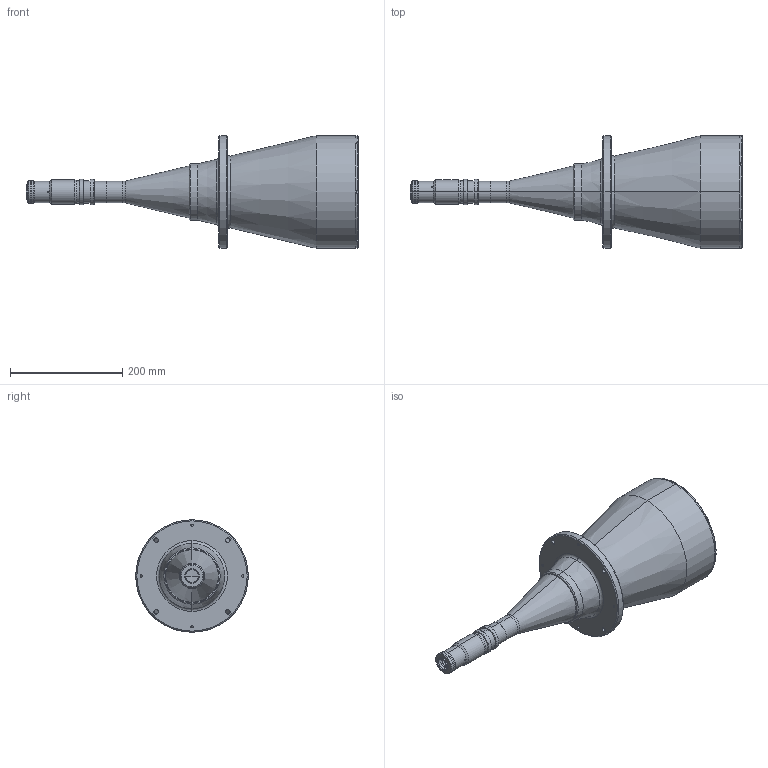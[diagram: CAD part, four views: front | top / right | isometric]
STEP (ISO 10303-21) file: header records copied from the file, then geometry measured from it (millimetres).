
FILE_DESCRIPTION (( 'STEP AP214' ), '1' );
FILE_NAME ('4M144_C.STEP', '2013-04-30T10:38:53', ( 'Work' ), ( '' ), 'SwSTEP 2.0', 'SolidWorks 2013', '' );
FILE_SCHEMA (( 'AUTOMOTIVE_DESIGN' ));
Length unit declared in the file: millimetre
Products named in the file (1): 4M144_C
Bounding box: 590.4 x 200 x 200 mm (x, y, z)
Surface area: 305159.9 mm2 (no closed solid volume)
Topology: 0 solids, 14 shells, 188 faces, 505 edges, 337 vertices
Faces by surface type: cylinder 94, plane 43, cone 32, torus 17, sphere 2
Entity records: 8526 total; most frequent: CARTESIAN_POINT 1459, DIRECTION 1150, ORIENTED_EDGE 910, EDGE_CURVE 505, AXIS2_PLACEMENT_3D 482, VERTEX_POINT 337, CIRCLE 293, EDGE_LOOP 254
